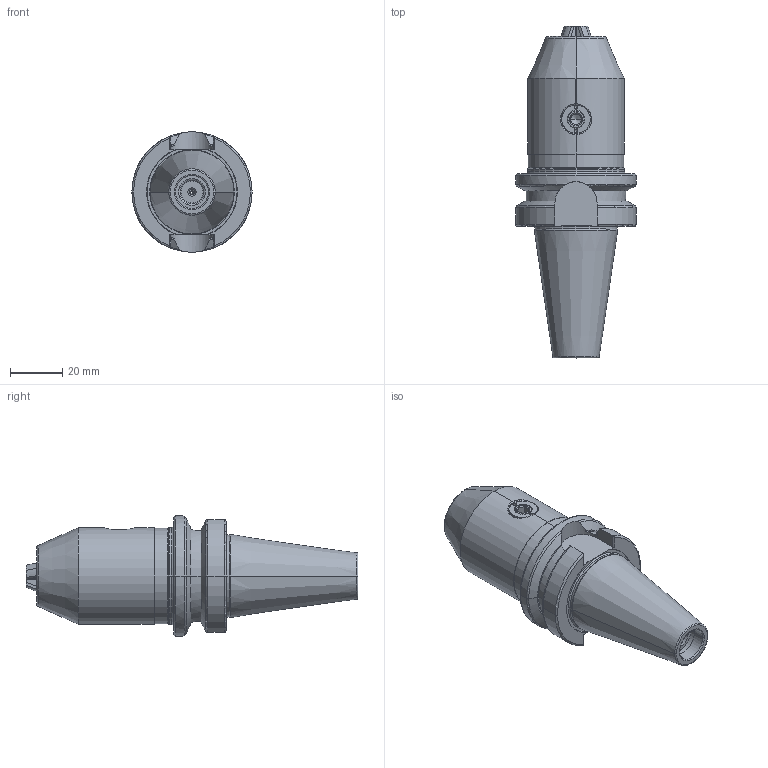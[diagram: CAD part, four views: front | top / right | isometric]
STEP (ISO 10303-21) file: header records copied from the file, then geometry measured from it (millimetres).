
FILE_DESCRIPTION (( 'STEP AP203' ), '1' );
FILE_NAME ('305.15.08-F09413A.STEP', '2017-04-10T10:03:27', ( '' ), ( '' ), 'SwSTEP 2.0', 'SolidWorks 2013', '' );
FILE_SCHEMA (( 'CONFIG_CONTROL_DESIGN' ));
Length unit declared in the file: millimetre
Products named in the file (13): 1331201-01E; 1331201-0200E; 1331201-03B; 1331201-04E; 12201-10305F; 1331201-05B-; SAC0003; 1331201-06B; KR02-9106; 1331201-08C; 1331201F-; F09413-01A; 305.15.08-F09413A
Assembly tree (14 placements, depth 3):
  305.15.08-F09413A
    F09413-01A
    1331201F-
      1331201-01E
      1331201-0200E
      1331201-03B
      1331201-04E
      1331201-05B-
      1331201-06B
      1331201-08C
      12201-10305F  x3
      SAC0003
      KR02-9106
Bounding box: 46 x 127.02 x 46 mm (x, y, z)
Volume: 90497.4 mm3; surface area: 39506.5 mm2
Topology: 13 solids, 13 shells, 602 faces, 1510 edges, 945 vertices
Faces by surface type: plane 212, cylinder 143, cone 142, torus 94, bspline 11
Entity records: 21885 total; most frequent: CARTESIAN_POINT 7489, DIRECTION 2781, ORIENTED_EDGE 2724, EDGE_CURVE 1362, AXIS2_PLACEMENT_3D 1143, VERTEX_POINT 855, EDGE_LOOP 597, CIRCLE 586
